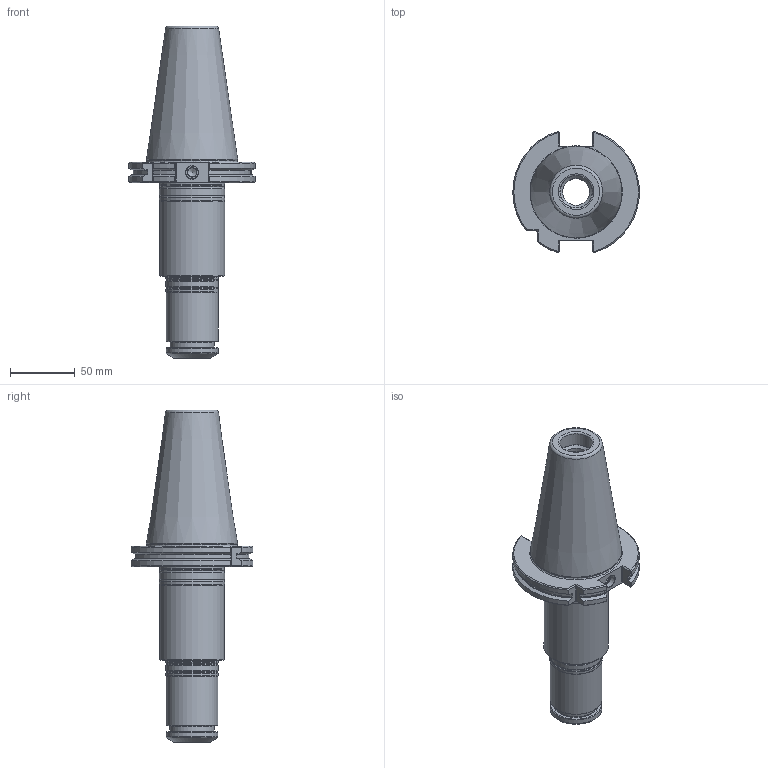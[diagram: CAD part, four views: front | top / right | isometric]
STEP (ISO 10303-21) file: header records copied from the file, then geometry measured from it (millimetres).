
FILE_DESCRIPTION(/* description */ (''),/* implementation_level */ '2;1');
FILE_NAME(/* name */ '425072583.stp',/* time_stamp */ '2021-01-12T12:31:02',/* author */ ('LRA'),/* organization */ ('REGO-FIX'),/* preprocessor_version */ ' Unknown',/* originating_system */ 'SIEMENS PLM Software Solid Edge ST10',/* authorization */ 'Unknown');
FILE_SCHEMA (('AUTOMOTIVE_DESIGN { 1 0 10303 214 2 1 1}'));
Length unit declared in the file: millimetre
Products named in the file (1): NOCUT
Bounding box: 97.32 x 93.58 x 255.6 mm (x, y, z)
Volume: 484038.7 mm3; surface area: 72475.5 mm2
Topology: 1 solids, 1 shells, 151 faces, 389 edges, 243 vertices
Faces by surface type: plane 46, cone 44, cylinder 41, torus 20
Full cylindrical faces by diameter (mm): 3.5 x5, 7 x1, 10 x1, 20.752 x2, 25 x2, 34 x1, 40 x2, 40.5 x4, 50 x1, 50.5 x3
Entity records: 5254 total; most frequent: CARTESIAN_POINT 923, DIRECTION 670, ORIENTED_EDGE 600, EDGE_CURVE 300, AXIS2_PLACEMENT_3D 287, FACE_BOUND 230, VERTEX_POINT 228, EDGE_LOOP 224
